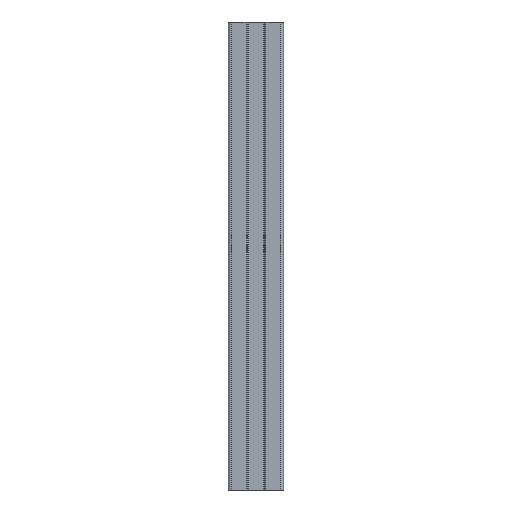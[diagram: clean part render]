
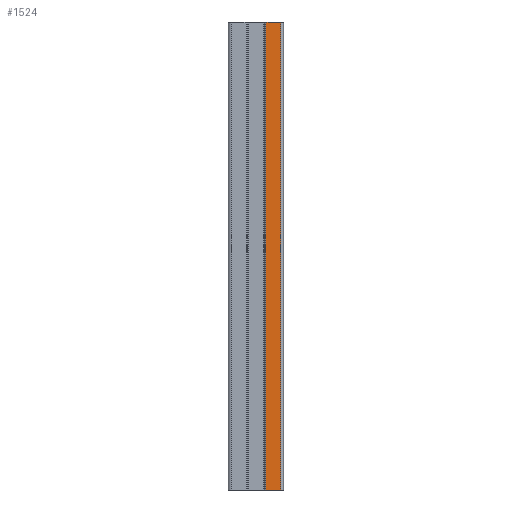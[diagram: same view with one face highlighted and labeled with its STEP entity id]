
A CAD part, front view. The second image highlights one B-rep face of the part: STEP entity #1524.
In plain terms, the highlighted planar face has unit normal (0, -1, 0).
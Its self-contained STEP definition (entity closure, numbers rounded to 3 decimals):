
#66 = VERTEX_POINT ( 'NONE', #658 ) ;
#227 = VECTOR ( 'NONE', #2051, 1000. ) ;
#245 = EDGE_CURVE ( 'NONE', #1663, #66, #468, .T. ) ;
#282 = VECTOR ( 'NONE', #2052, 1000. ) ;
#296 = PLANE ( 'NONE',  #1192 ) ;
#305 = CARTESIAN_POINT ( 'NONE',  ( -8.688, -5., -35. ) ) ;
#348 = EDGE_LOOP ( 'NONE', ( #1413, #780, #767, #803 ) ) ;
#387 = VERTEX_POINT ( 'NONE', #1476 ) ;
#428 = DIRECTION ( 'NONE',  ( 0., 0., 1. ) ) ;
#468 = LINE ( 'NONE', #1546, #227 ) ;
#576 = EDGE_CURVE ( 'NONE', #66, #387, #1018, .T. ) ;
#658 = CARTESIAN_POINT ( 'NONE',  ( 4.5, -5., 50. ) ) ;
#714 = VECTOR ( 'NONE', #428, 1000. ) ;
#722 = DIRECTION ( 'NONE',  ( 0., -1., 0. ) ) ;
#767 = ORIENTED_EDGE ( 'NONE', *, *, #576, .T. ) ;
#769 = CARTESIAN_POINT ( 'NONE',  ( 1.8, -5., 0. ) ) ;
#780 = ORIENTED_EDGE ( 'NONE', *, *, #245, .T. ) ;
#803 = ORIENTED_EDGE ( 'NONE', *, *, #2007, .F. ) ;
#810 = LINE ( 'NONE', #305, #282 ) ;
#1018 = LINE ( 'NONE', #1353, #1179 ) ;
#1125 = CARTESIAN_POINT ( 'NONE',  ( 4.5, -5., -35. ) ) ;
#1137 = VERTEX_POINT ( 'NONE', #1463 ) ;
#1179 = VECTOR ( 'NONE', #1790, 1000. ) ;
#1192 = AXIS2_PLACEMENT_3D ( 'NONE', #1512, #722, #2003 ) ;
#1353 = CARTESIAN_POINT ( 'NONE',  ( -108.074, -5., 50. ) ) ;
#1413 = ORIENTED_EDGE ( 'NONE', *, *, #2047, .F. ) ;
#1463 = CARTESIAN_POINT ( 'NONE',  ( 1.8, -5., -35. ) ) ;
#1476 = CARTESIAN_POINT ( 'NONE',  ( 1.8, -5., 50. ) ) ;
#1512 = CARTESIAN_POINT ( 'NONE',  ( 4.8, -5., 0. ) ) ;
#1524 = ADVANCED_FACE ( 'NONE', ( #1841 ), #296, .T. ) ;
#1546 = CARTESIAN_POINT ( 'NONE',  ( 4.5, -5., 0. ) ) ;
#1557 = LINE ( 'NONE', #769, #714 ) ;
#1663 = VERTEX_POINT ( 'NONE', #1125 ) ;
#1790 = DIRECTION ( 'NONE',  ( -1., 0., 0. ) ) ;
#1841 = FACE_OUTER_BOUND ( 'NONE', #348, .T. ) ;
#2003 = DIRECTION ( 'NONE',  ( 0., 0., -1. ) ) ;
#2007 = EDGE_CURVE ( 'NONE', #1137, #387, #1557, .T. ) ;
#2047 = EDGE_CURVE ( 'NONE', #1663, #1137, #810, .T. ) ;
#2051 = DIRECTION ( 'NONE',  ( 0., 0., 1. ) ) ;
#2052 = DIRECTION ( 'NONE',  ( -1., 0., 0. ) ) ;
